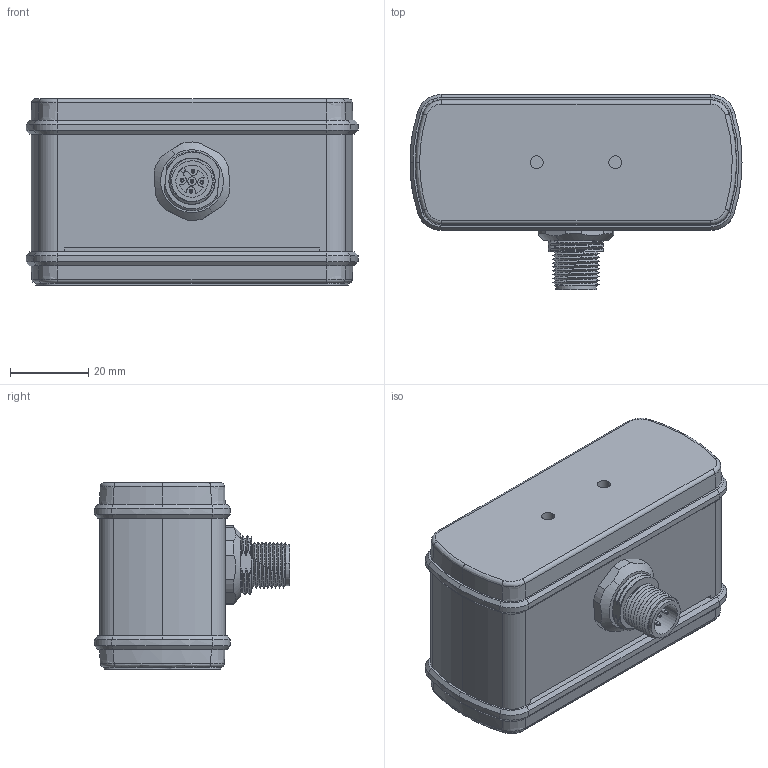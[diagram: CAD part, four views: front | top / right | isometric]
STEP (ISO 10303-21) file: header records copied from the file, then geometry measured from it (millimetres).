
FILE_DESCRIPTION (( 'STEP AP214' ), '1' );
FILE_NAME ('WPS-48-QD-No-Mounting-Bracket.STEP', '2026-03-02T18:37:47', ( '' ), ( '' ), 'SwSTEP 2.0', 'SolidWorks 2017', '' );
FILE_SCHEMA (( 'AUTOMOTIVE_DESIGN' ));
Length unit declared in the file: millimetre
Products named in the file (1): WPS-48-QD-No-Mounting-Bracket
Bounding box: 84.6 x 49.7 x 47.51 mm (x, y, z)
Volume: 68150.7 mm3; surface area: 41465.7 mm2
Topology: 4 solids, 4 shells, 917 faces, 2482 edges, 1579 vertices
Faces by surface type: cylinder 407, plane 312, cone 113, bspline 73, torus 12
Entity records: 47215 total; most frequent: CARTESIAN_POINT 20823, ORIENTED_EDGE 4924, DIRECTION 4014, EDGE_CURVE 2462, VERTEX_POINT 1579, AXIS2_PLACEMENT_3D 1398, VECTOR 1218, LINE 1218
